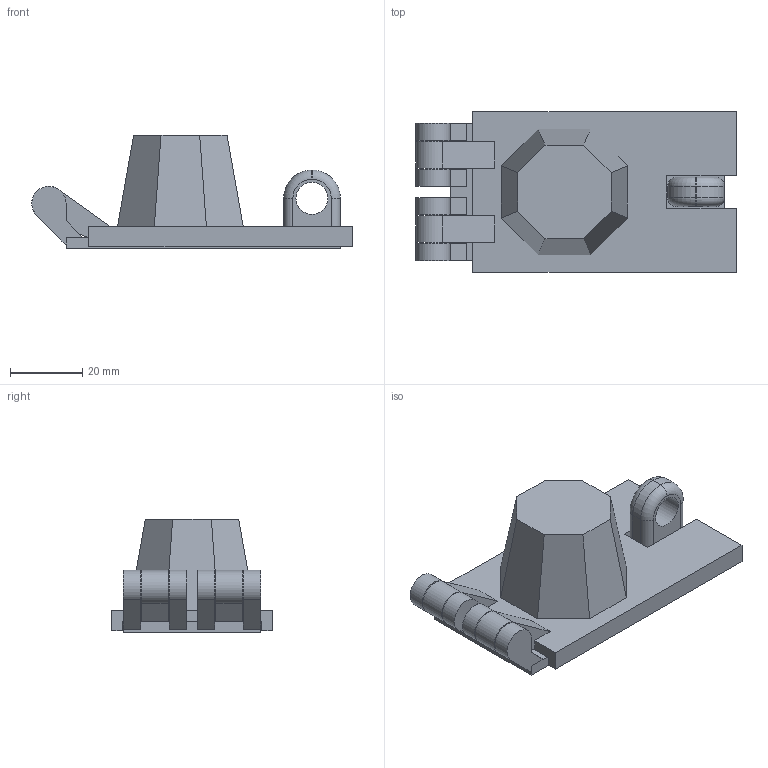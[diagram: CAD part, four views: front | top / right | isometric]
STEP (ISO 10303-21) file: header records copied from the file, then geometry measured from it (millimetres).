
FILE_DESCRIPTION(/* description */ (''),/* implementation_level */ '2;1');
FILE_NAME(/* name */ 'PSL-1001.stp',/* time_stamp */ '2024-03-08T16:19:56-05:00',/* author */ (''),/* organization */ (''),/* preprocessor_version */ 'ST-DEVELOPER v16.7',/* originating_system */ 'SIEMENS PLM Software NX 1926',/* authorisation */ '');
FILE_SCHEMA (('AP203_CONFIGURATION_CONTROLLED_3D_DESIGN_OF_MECHANICAL_PARTS_AND_ASSEMBLIES_MIM_LF { 1 0 10303 403 2 1 2}'));
Length unit declared in the file: inch
Products named in the file (3): 010637_A; 010638_A; 003361_A-PSL-1001
Assembly tree (2 placements, depth 2):
  003361_A-PSL-1001
    010638_A
    010637_A
Bounding box: 89.03 x 44.7 x 31.5 mm (x, y, z)
Volume: 29929.3 mm3; surface area: 21161.2 mm2
Topology: 2 solids, 2 shells, 101 faces, 265 edges, 174 vertices
Faces by surface type: plane 77, cylinder 16, torus 4, bspline 4
Full cylindrical faces by diameter (mm): 8.89 x1, 25.4 x1
Entity records: 3375 total; most frequent: CARTESIAN_POINT 635, ORIENTED_EDGE 508, DIRECTION 498, EDGE_CURVE 254, LINE 210, VECTOR 210, VERTEX_POINT 169, AXIS2_PLACEMENT_3D 144
